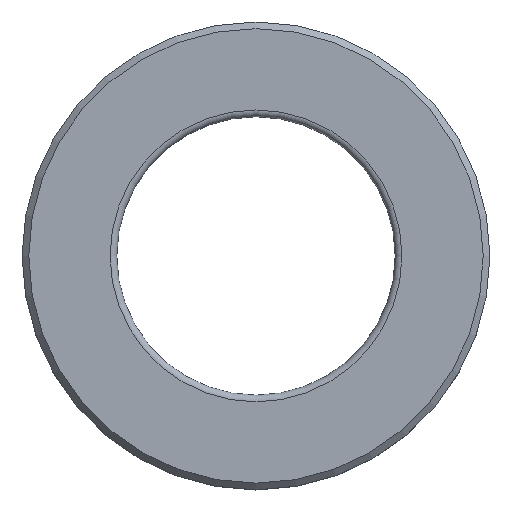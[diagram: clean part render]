
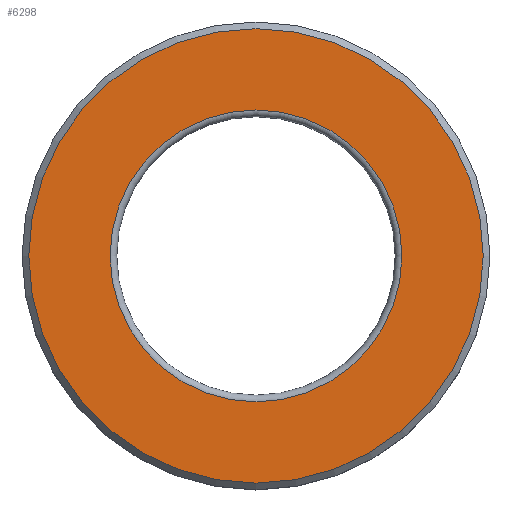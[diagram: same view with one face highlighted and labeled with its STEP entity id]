
A CAD part, top view. The second image highlights one B-rep face of the part: STEP entity #6298.
In plain terms, the highlighted planar face has unit normal (0, 0, 1).
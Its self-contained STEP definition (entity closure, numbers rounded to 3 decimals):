
#373=FACE_BOUND('',#1517,.T.);
#394=PLANE('',#6785);
#1071=FACE_OUTER_BOUND('',#1516,.T.);
#1516=EDGE_LOOP('',(#4160));
#1517=EDGE_LOOP('',(#4161));
#1979=CIRCLE('',#6771,13.1);
#1985=CIRCLE('',#6778,20.4);
#2532=VERTEX_POINT('',#10040);
#2537=VERTEX_POINT('',#10052);
#3121=EDGE_CURVE('',#2532,#2532,#1979,.T.);
#3128=EDGE_CURVE('',#2537,#2537,#1985,.T.);
#4160=ORIENTED_EDGE('',*,*,#3128,.T.);
#4161=ORIENTED_EDGE('',*,*,#3121,.T.);
#6298=ADVANCED_FACE('',(#1071,#373),#394,.F.);
#6771=AXIS2_PLACEMENT_3D('',#10041,#7788,#7789);
#6778=AXIS2_PLACEMENT_3D('',#10054,#7803,#7804);
#6785=AXIS2_PLACEMENT_3D('',#10067,#7820,#7821);
#7788=DIRECTION('center_axis',(0.,0.,-1.));
#7789=DIRECTION('ref_axis',(0.,1.,0.));
#7803=DIRECTION('center_axis',(0.,0.,1.));
#7804=DIRECTION('ref_axis',(0.,1.,0.));
#7820=DIRECTION('center_axis',(0.,0.,-1.));
#7821=DIRECTION('ref_axis',(0.,1.,0.));
#10040=CARTESIAN_POINT('',(0.,-13.1,5.5));
#10041=CARTESIAN_POINT('Origin',(0.,0.,5.5));
#10052=CARTESIAN_POINT('',(0.,-20.4,5.5));
#10054=CARTESIAN_POINT('Origin',(0.,0.,5.5));
#10067=CARTESIAN_POINT('Origin',(0.,21.,5.5));
